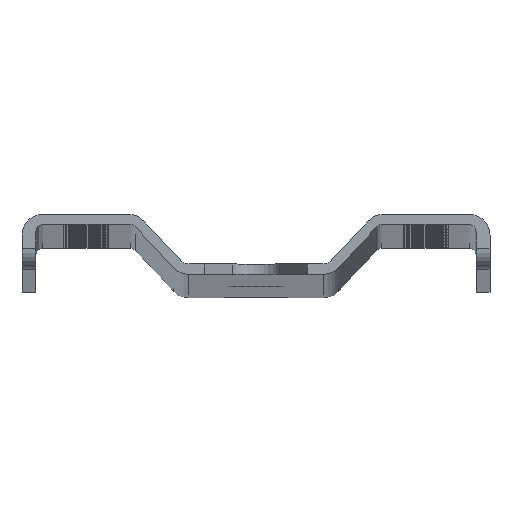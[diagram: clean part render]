
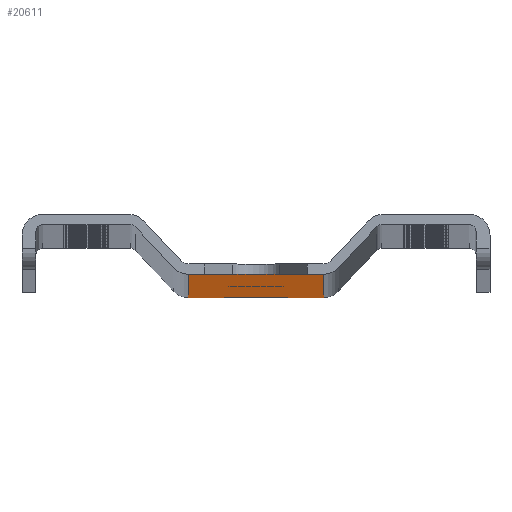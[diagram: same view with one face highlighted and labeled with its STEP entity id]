
A CAD part, top view. The second image highlights one B-rep face of the part: STEP entity #20611.
In plain terms, the highlighted planar face has unit normal (0, -1, 0).
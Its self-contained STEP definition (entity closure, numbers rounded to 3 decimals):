
#2941=DIRECTION('',(0.,0.,-1.));
#2942=VECTOR('',#2941,1948.5);
#2943=CARTESIAN_POINT('',(69.567,-500.5,1975.));
#2944=LINE('',#2943,#2942);
#5784=DIRECTION('',(-1.,0.,0.));
#5785=VECTOR('',#5784,2.342);
#5786=CARTESIAN_POINT('',(69.567,-500.5,26.5));
#5787=LINE('',#5786,#5785);
#5791=DIRECTION('',(-0.621,0.,0.784));
#5792=VECTOR('',#5791,6.991);
#5793=CARTESIAN_POINT('',(67.225,-500.5,26.5));
#5794=LINE('',#5793,#5792);
#5798=CARTESIAN_POINT('',(59.75,-500.5,29.5));
#5799=DIRECTION('',(0.,-1.,0.));
#5800=DIRECTION('',(0.784,0.,0.621));
#5801=AXIS2_PLACEMENT_3D('',#5798,#5799,#5800);
#5806=DIRECTION('',(-0.621,0.,-0.784));
#5807=VECTOR('',#5806,6.991);
#5808=CARTESIAN_POINT('',(56.613,-500.5,31.982));
#5809=LINE('',#5808,#5807);
#5813=DIRECTION('',(-1.,0.,0.));
#5814=VECTOR('',#5813,2.342);
#5815=CARTESIAN_POINT('',(52.275,-500.5,26.5));
#5816=LINE('',#5815,#5814);
#5820=DIRECTION('',(1.,0.,0.));
#5821=VECTOR('',#5820,2.342);
#5822=CARTESIAN_POINT('',(49.933,-500.5,1975.));
#5823=LINE('',#5822,#5821);
#5827=DIRECTION('',(0.525,0.,-0.851));
#5828=VECTOR('',#5827,7.754);
#5829=CARTESIAN_POINT('',(52.275,-500.5,1975.));
#5830=LINE('',#5829,#5828);
#5834=CARTESIAN_POINT('',(59.75,-500.5,1970.5));
#5835=DIRECTION('',(0.,-1.,0.));
#5836=DIRECTION('',(-0.851,0.,-0.525));
#5837=AXIS2_PLACEMENT_3D('',#5834,#5835,#5836);
#5842=DIRECTION('',(0.525,0.,0.851));
#5843=VECTOR('',#5842,7.754);
#5844=CARTESIAN_POINT('',(63.155,-500.5,1968.4));
#5845=LINE('',#5844,#5843);
#5849=DIRECTION('',(1.,0.,0.));
#5850=VECTOR('',#5849,2.342);
#5851=CARTESIAN_POINT('',(67.225,-500.5,1975.));
#5852=LINE('',#5851,#5850);
#5856=CARTESIAN_POINT('',(59.75,-500.5,1947.));
#5857=DIRECTION('',(0.,-1.,0.));
#5858=DIRECTION('',(-1.,0.,0.));
#5859=AXIS2_PLACEMENT_3D('',#5856,#5857,#5858);
#5864=CARTESIAN_POINT('',(59.75,-500.5,1947.));
#5865=DIRECTION('',(0.,-1.,0.));
#5866=DIRECTION('',(1.,0.,0.));
#5867=AXIS2_PLACEMENT_3D('',#5864,#5865,#5866);
#5872=CARTESIAN_POINT('',(59.75,-500.5,1011.75));
#5873=DIRECTION('',(0.,-1.,0.));
#5874=DIRECTION('',(-1.,0.,0.));
#5875=AXIS2_PLACEMENT_3D('',#5872,#5873,#5874);
#5880=CARTESIAN_POINT('',(59.75,-500.5,1011.75));
#5881=DIRECTION('',(0.,-1.,0.));
#5882=DIRECTION('',(1.,0.,0.));
#5883=AXIS2_PLACEMENT_3D('',#5880,#5881,#5882);
#5888=CARTESIAN_POINT('',(59.75,-500.5,988.25));
#5889=DIRECTION('',(0.,-1.,0.));
#5890=DIRECTION('',(-1.,0.,0.));
#5891=AXIS2_PLACEMENT_3D('',#5888,#5889,#5890);
#5896=CARTESIAN_POINT('',(59.75,-500.5,988.25));
#5897=DIRECTION('',(0.,-1.,0.));
#5898=DIRECTION('',(1.,0.,0.));
#5899=AXIS2_PLACEMENT_3D('',#5896,#5897,#5898);
#5904=CARTESIAN_POINT('',(59.75,-500.5,51.5));
#5905=DIRECTION('',(0.,-1.,0.));
#5906=DIRECTION('',(1.,0.,0.));
#5907=AXIS2_PLACEMENT_3D('',#5904,#5905,#5906);
#5912=CARTESIAN_POINT('',(59.75,-500.5,51.5));
#5913=DIRECTION('',(0.,-1.,0.));
#5914=DIRECTION('',(-1.,0.,0.));
#5915=AXIS2_PLACEMENT_3D('',#5912,#5913,#5914);
#6024=DIRECTION('',(0.,0.,1.));
#6025=VECTOR('',#6024,1948.5);
#6026=CARTESIAN_POINT('',(49.933,-500.5,26.5));
#6027=LINE('',#6026,#6025);
#16310=CARTESIAN_POINT('',(69.567,-500.5,1975.));
#16312=VERTEX_POINT('',#16310);
#16313=CARTESIAN_POINT('',(67.225,-500.5,1975.));
#16314=VERTEX_POINT('',#16313);
#16337=CARTESIAN_POINT('',(69.567,-500.5,26.5));
#16338=VERTEX_POINT('',#16337);
#16359=CARTESIAN_POINT('',(67.225,-500.5,26.5));
#16360=VERTEX_POINT('',#16359);
#17021=CARTESIAN_POINT('',(63.155,-500.5,1968.4));
#17022=VERTEX_POINT('',#17021);
#17023=CARTESIAN_POINT('',(62.887,-500.5,31.982));
#17024=VERTEX_POINT('',#17023);
#17025=CARTESIAN_POINT('',(56.613,-500.5,31.982));
#17026=VERTEX_POINT('',#17025);
#17027=CARTESIAN_POINT('',(52.275,-500.5,26.5));
#17028=VERTEX_POINT('',#17027);
#17029=CARTESIAN_POINT('',(49.933,-500.5,26.5));
#17030=VERTEX_POINT('',#17029);
#17031=CARTESIAN_POINT('',(49.933,-500.5,1975.));
#17032=VERTEX_POINT('',#17031);
#17033=CARTESIAN_POINT('',(52.275,-500.5,1975.));
#17034=VERTEX_POINT('',#17033);
#17035=CARTESIAN_POINT('',(56.345,-500.5,1968.4));
#17036=VERTEX_POINT('',#17035);
#17037=CARTESIAN_POINT('',(55.75,-500.5,1947.));
#17038=CARTESIAN_POINT('',(63.75,-500.5,1947.));
#17039=VERTEX_POINT('',#17037);
#17040=VERTEX_POINT('',#17038);
#17041=CARTESIAN_POINT('',(55.75,-500.5,1011.75));
#17042=CARTESIAN_POINT('',(63.75,-500.5,1011.75));
#17043=VERTEX_POINT('',#17041);
#17044=VERTEX_POINT('',#17042);
#17045=CARTESIAN_POINT('',(55.75,-500.5,988.25));
#17046=CARTESIAN_POINT('',(63.75,-500.5,988.25));
#17047=VERTEX_POINT('',#17045);
#17048=VERTEX_POINT('',#17046);
#17049=CARTESIAN_POINT('',(63.75,-500.5,51.5));
#17050=CARTESIAN_POINT('',(55.75,-500.5,51.5));
#17051=VERTEX_POINT('',#17049);
#17052=VERTEX_POINT('',#17050);
#20560=CARTESIAN_POINT('',(0.,-500.5,0.));
#20561=DIRECTION('',(0.,1.,0.));
#20562=DIRECTION('',(-1.,0.,0.));
#20563=AXIS2_PLACEMENT_3D('',#20560,#20561,#20562);
#20564=PLANE('',#20563);
#20565=ORIENTED_EDGE('',*,*,#19357,.T.);
#20566=ORIENTED_EDGE('',*,*,#20462,.T.);
#20568=ORIENTED_EDGE('',*,*,#20567,.T.);
#20570=ORIENTED_EDGE('',*,*,#20569,.T.);
#20572=ORIENTED_EDGE('',*,*,#20571,.T.);
#20574=ORIENTED_EDGE('',*,*,#20573,.T.);
#20576=ORIENTED_EDGE('',*,*,#20575,.T.);
#20578=ORIENTED_EDGE('',*,*,#20577,.T.);
#20580=ORIENTED_EDGE('',*,*,#20579,.T.);
#20582=ORIENTED_EDGE('',*,*,#20581,.T.);
#20583=ORIENTED_EDGE('',*,*,#20551,.T.);
#20584=ORIENTED_EDGE('',*,*,#19317,.T.);
#20585=EDGE_LOOP('',(#20565,#20566,#20568,#20570,#20572,#20574,#20576,#20578,
#20580,#20582,#20583,#20584));
#20586=FACE_OUTER_BOUND('',#20585,.F.);
#20588=ORIENTED_EDGE('',*,*,#20587,.T.);
#20590=ORIENTED_EDGE('',*,*,#20589,.T.);
#20591=EDGE_LOOP('',(#20588,#20590));
#20592=FACE_BOUND('',#20591,.F.);
#20594=ORIENTED_EDGE('',*,*,#20593,.T.);
#20596=ORIENTED_EDGE('',*,*,#20595,.T.);
#20597=EDGE_LOOP('',(#20594,#20596));
#20598=FACE_BOUND('',#20597,.F.);
#20600=ORIENTED_EDGE('',*,*,#20599,.T.);
#20602=ORIENTED_EDGE('',*,*,#20601,.T.);
#20603=EDGE_LOOP('',(#20600,#20602));
#20604=FACE_BOUND('',#20603,.F.);
#20606=ORIENTED_EDGE('',*,*,#20605,.T.);
#20608=ORIENTED_EDGE('',*,*,#20607,.T.);
#20609=EDGE_LOOP('',(#20606,#20608));
#20610=FACE_BOUND('',#20609,.F.);
#5802=CIRCLE('',#5801,4.);
#5838=CIRCLE('',#5837,4.);
#5860=CIRCLE('',#5859,4.);
#5868=CIRCLE('',#5867,4.);
#5876=CIRCLE('',#5875,4.);
#5884=CIRCLE('',#5883,4.);
#5892=CIRCLE('',#5891,4.);
#5900=CIRCLE('',#5899,4.);
#5908=CIRCLE('',#5907,4.);
#5916=CIRCLE('',#5915,4.);
#19317=EDGE_CURVE('',#16314,#16312,#5852,.T.);
#19357=EDGE_CURVE('',#16312,#16338,#2944,.T.);
#20462=EDGE_CURVE('',#16338,#16360,#5787,.T.);
#20551=EDGE_CURVE('',#17022,#16314,#5845,.T.);
#20567=EDGE_CURVE('',#16360,#17024,#5794,.T.);
#20569=EDGE_CURVE('',#17024,#17026,#5802,.T.);
#20571=EDGE_CURVE('',#17026,#17028,#5809,.T.);
#20573=EDGE_CURVE('',#17028,#17030,#5816,.T.);
#20575=EDGE_CURVE('',#17030,#17032,#6027,.T.);
#20577=EDGE_CURVE('',#17032,#17034,#5823,.T.);
#20579=EDGE_CURVE('',#17034,#17036,#5830,.T.);
#20581=EDGE_CURVE('',#17036,#17022,#5838,.T.);
#20587=EDGE_CURVE('',#17039,#17040,#5860,.T.);
#20589=EDGE_CURVE('',#17040,#17039,#5868,.T.);
#20593=EDGE_CURVE('',#17043,#17044,#5876,.T.);
#20595=EDGE_CURVE('',#17044,#17043,#5884,.T.);
#20599=EDGE_CURVE('',#17047,#17048,#5892,.T.);
#20601=EDGE_CURVE('',#17048,#17047,#5900,.T.);
#20605=EDGE_CURVE('',#17051,#17052,#5908,.T.);
#20607=EDGE_CURVE('',#17052,#17051,#5916,.T.);
#20611=ADVANCED_FACE('',(#20586,#20592,#20598,#20604,#20610),#20564,.F.);
